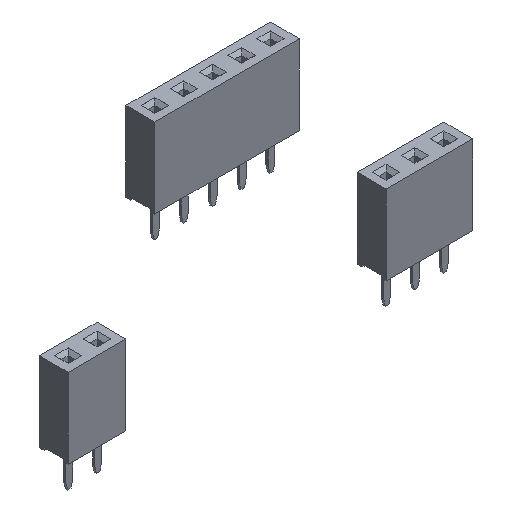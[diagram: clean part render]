
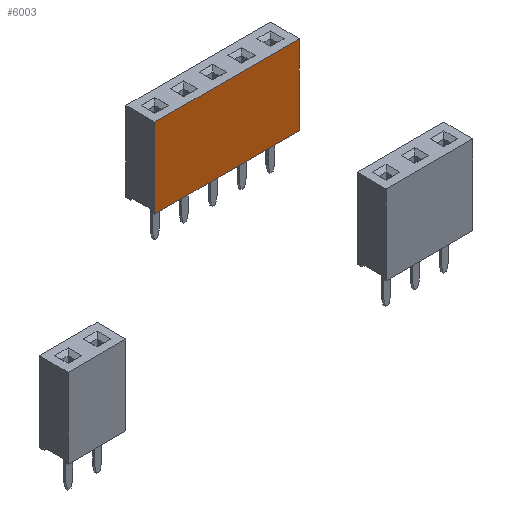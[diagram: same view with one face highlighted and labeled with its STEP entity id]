
A CAD part, isometric view. The second image highlights one B-rep face of the part: STEP entity #6003.
In plain terms, the highlighted face is planar.
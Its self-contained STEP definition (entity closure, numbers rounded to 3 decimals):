
#5280 = VERTEX_POINT('',#5281);
#5281 = CARTESIAN_POINT('',(-1.27,-11.43,0.));
#5289 = EDGE_CURVE('',#5280,#5290,#5292,.T.);
#5290 = VERTEX_POINT('',#5291);
#5291 = CARTESIAN_POINT('',(-1.27,-11.43,7.));
#5292 = LINE('',#5293,#5294);
#5293 = CARTESIAN_POINT('',(-1.27,-11.43,0.));
#5294 = VECTOR('',#5295,1.);
#5295 = DIRECTION('',(0.,0.,1.));
#5352 = VERTEX_POINT('',#5353);
#5353 = CARTESIAN_POINT('',(-1.27,1.27,7.));
#5359 = EDGE_CURVE('',#5360,#5352,#5362,.T.);
#5360 = VERTEX_POINT('',#5361);
#5361 = CARTESIAN_POINT('',(-1.27,1.27,0.));
#5362 = LINE('',#5363,#5364);
#5363 = CARTESIAN_POINT('',(-1.27,1.27,0.));
#5364 = VECTOR('',#5365,1.);
#5365 = DIRECTION('',(0.,0.,1.));
#5424 = EDGE_CURVE('',#5352,#5290,#5425,.T.);
#5425 = LINE('',#5426,#5427);
#5426 = CARTESIAN_POINT('',(-1.27,1.27,7.));
#5427 = VECTOR('',#5428,1.);
#5428 = DIRECTION('',(0.,-1.,0.));
#5616 = EDGE_CURVE('',#5360,#5280,#5617,.T.);
#5617 = LINE('',#5618,#5619);
#5618 = CARTESIAN_POINT('',(-1.27,1.27,0.));
#5619 = VECTOR('',#5620,1.);
#5620 = DIRECTION('',(0.,-1.,0.));
#6003 = ADVANCED_FACE('',(#6004),#6010,.F.);
#6004 = FACE_BOUND('',#6005,.F.);
#6005 = EDGE_LOOP('',(#6006,#6007,#6008,#6009));
#6006 = ORIENTED_EDGE('',*,*,#5359,.T.);
#6007 = ORIENTED_EDGE('',*,*,#5424,.T.);
#6008 = ORIENTED_EDGE('',*,*,#5289,.F.);
#6009 = ORIENTED_EDGE('',*,*,#5616,.F.);
#6010 = PLANE('',#6011);
#6011 = AXIS2_PLACEMENT_3D('',#6012,#6013,#6014);
#6012 = CARTESIAN_POINT('',(-1.27,1.27,0.));
#6013 = DIRECTION('',(1.,0.,0.));
#6014 = DIRECTION('',(0.,-1.,0.));
